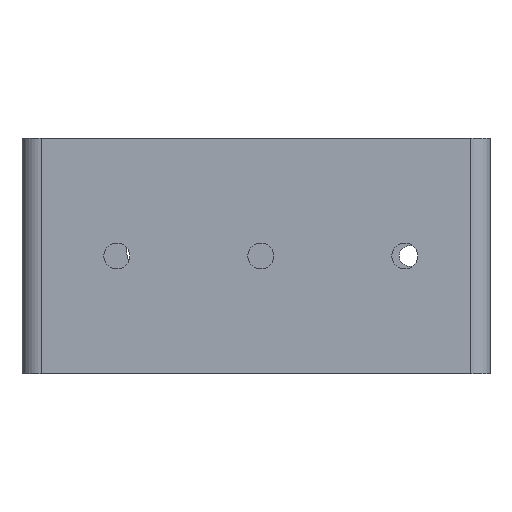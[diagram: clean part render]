
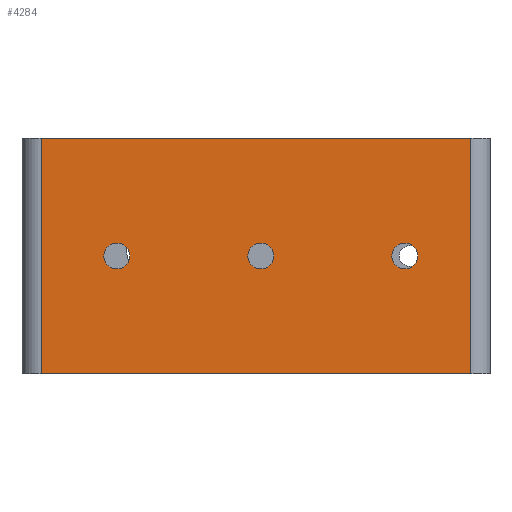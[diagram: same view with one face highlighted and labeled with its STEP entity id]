
A CAD part, front view. The second image highlights one B-rep face of the part: STEP entity #4284.
In plain terms, the highlighted planar face has unit normal (0, -1, 0).
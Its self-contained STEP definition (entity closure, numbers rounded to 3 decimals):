
#80=FACE_BOUND('',#735,.T.);
#81=FACE_BOUND('',#736,.T.);
#82=FACE_BOUND('',#737,.T.);
#237=PLANE('',#4684);
#453=FACE_OUTER_BOUND('',#734,.T.);
#734=EDGE_LOOP('',(#3937,#3938,#3939,#3940));
#735=EDGE_LOOP('',(#3941,#3942));
#736=EDGE_LOOP('',(#3943,#3944));
#737=EDGE_LOOP('',(#3945,#3946));
#914=LINE('',#6315,#1351);
#954=LINE('',#6423,#1391);
#955=LINE('',#6426,#1392);
#1186=LINE('',#7109,#1623);
#1351=VECTOR('',#5084,10.);
#1391=VECTOR('',#5166,10.);
#1392=VECTOR('',#5169,10.);
#1623=VECTOR('',#5882,10.);
#1655=CIRCLE('',#4403,2.7);
#1656=CIRCLE('',#4404,2.7);
#1658=CIRCLE('',#4407,2.7);
#1659=CIRCLE('',#4408,2.7);
#1661=CIRCLE('',#4411,2.7);
#1662=CIRCLE('',#4412,2.7);
#1919=VERTEX_POINT('',#6270);
#1920=VERTEX_POINT('',#6271);
#1922=VERTEX_POINT('',#6278);
#1923=VERTEX_POINT('',#6279);
#1925=VERTEX_POINT('',#6286);
#1926=VERTEX_POINT('',#6287);
#1935=VERTEX_POINT('',#6312);
#1936=VERTEX_POINT('',#6314);
#1983=VERTEX_POINT('',#6421);
#1984=VERTEX_POINT('',#6425);
#2383=EDGE_CURVE('',#1919,#1920,#1655,.T.);
#2384=EDGE_CURVE('',#1920,#1919,#1656,.T.);
#2387=EDGE_CURVE('',#1922,#1923,#1658,.T.);
#2388=EDGE_CURVE('',#1923,#1922,#1659,.T.);
#2391=EDGE_CURVE('',#1925,#1926,#1661,.T.);
#2392=EDGE_CURVE('',#1926,#1925,#1662,.T.);
#2405=EDGE_CURVE('',#1935,#1936,#914,.T.);
#2461=EDGE_CURVE('',#1983,#1935,#954,.T.);
#2462=EDGE_CURVE('',#1936,#1984,#955,.T.);
#2796=EDGE_CURVE('',#1983,#1984,#1186,.T.);
#3937=ORIENTED_EDGE('',*,*,#2461,.F.);
#3938=ORIENTED_EDGE('',*,*,#2796,.T.);
#3939=ORIENTED_EDGE('',*,*,#2462,.F.);
#3940=ORIENTED_EDGE('',*,*,#2405,.F.);
#3941=ORIENTED_EDGE('',*,*,#2383,.T.);
#3942=ORIENTED_EDGE('',*,*,#2384,.T.);
#3943=ORIENTED_EDGE('',*,*,#2387,.T.);
#3944=ORIENTED_EDGE('',*,*,#2388,.T.);
#3945=ORIENTED_EDGE('',*,*,#2391,.T.);
#3946=ORIENTED_EDGE('',*,*,#2392,.T.);
#4284=ADVANCED_FACE('',(#453,#80,#81,#82),#237,.T.);
#4403=AXIS2_PLACEMENT_3D('',#6272,#5038,#5039);
#4404=AXIS2_PLACEMENT_3D('',#6273,#5040,#5041);
#4407=AXIS2_PLACEMENT_3D('',#6280,#5047,#5048);
#4408=AXIS2_PLACEMENT_3D('',#6281,#5049,#5050);
#4411=AXIS2_PLACEMENT_3D('',#6288,#5056,#5057);
#4412=AXIS2_PLACEMENT_3D('',#6289,#5058,#5059);
#4684=AXIS2_PLACEMENT_3D('',#7108,#5880,#5881);
#5038=DIRECTION('center_axis',(0.,1.,0.));
#5039=DIRECTION('ref_axis',(1.,0.,0.));
#5040=DIRECTION('center_axis',(0.,1.,0.));
#5041=DIRECTION('ref_axis',(1.,0.,0.));
#5047=DIRECTION('center_axis',(0.,1.,0.));
#5048=DIRECTION('ref_axis',(1.,0.,0.));
#5049=DIRECTION('center_axis',(0.,1.,0.));
#5050=DIRECTION('ref_axis',(1.,0.,0.));
#5056=DIRECTION('center_axis',(0.,1.,0.));
#5057=DIRECTION('ref_axis',(1.,0.,0.));
#5058=DIRECTION('center_axis',(0.,1.,0.));
#5059=DIRECTION('ref_axis',(1.,0.,0.));
#5084=DIRECTION('',(1.,0.,0.));
#5166=DIRECTION('',(0.,0.,1.));
#5169=DIRECTION('',(0.,0.,-1.));
#5880=DIRECTION('center_axis',(0.,-1.,0.));
#5881=DIRECTION('ref_axis',(1.,0.,0.));
#5882=DIRECTION('',(1.,0.,0.));
#6270=CARTESIAN_POINT('',(-65.05,-140.,24.5));
#6271=CARTESIAN_POINT('',(-70.45,-140.,24.5));
#6272=CARTESIAN_POINT('Origin',(-67.75,-140.,24.5));
#6273=CARTESIAN_POINT('Origin',(-67.75,-140.,24.5));
#6278=CARTESIAN_POINT('',(-5.05,-140.,24.5));
#6279=CARTESIAN_POINT('',(-10.45,-140.,24.5));
#6280=CARTESIAN_POINT('Origin',(-7.75,-140.,24.5));
#6281=CARTESIAN_POINT('Origin',(-7.75,-140.,24.5));
#6286=CARTESIAN_POINT('',(-35.05,-140.,24.5));
#6287=CARTESIAN_POINT('',(-40.45,-140.,24.5));
#6288=CARTESIAN_POINT('Origin',(-37.75,-140.,24.5));
#6289=CARTESIAN_POINT('Origin',(-37.75,-140.,24.5));
#6312=CARTESIAN_POINT('',(-83.5,-140.,49.));
#6314=CARTESIAN_POINT('',(6.,-140.,49.));
#6315=CARTESIAN_POINT('',(-87.5,-140.,49.));
#6421=CARTESIAN_POINT('',(-83.5,-140.,0.));
#6423=CARTESIAN_POINT('',(-83.5,-140.,0.));
#6425=CARTESIAN_POINT('',(6.,-140.,0.));
#6426=CARTESIAN_POINT('',(6.,-140.,0.));
#7108=CARTESIAN_POINT('Origin',(-87.5,-140.,0.));
#7109=CARTESIAN_POINT('',(-87.5,-140.,0.));
